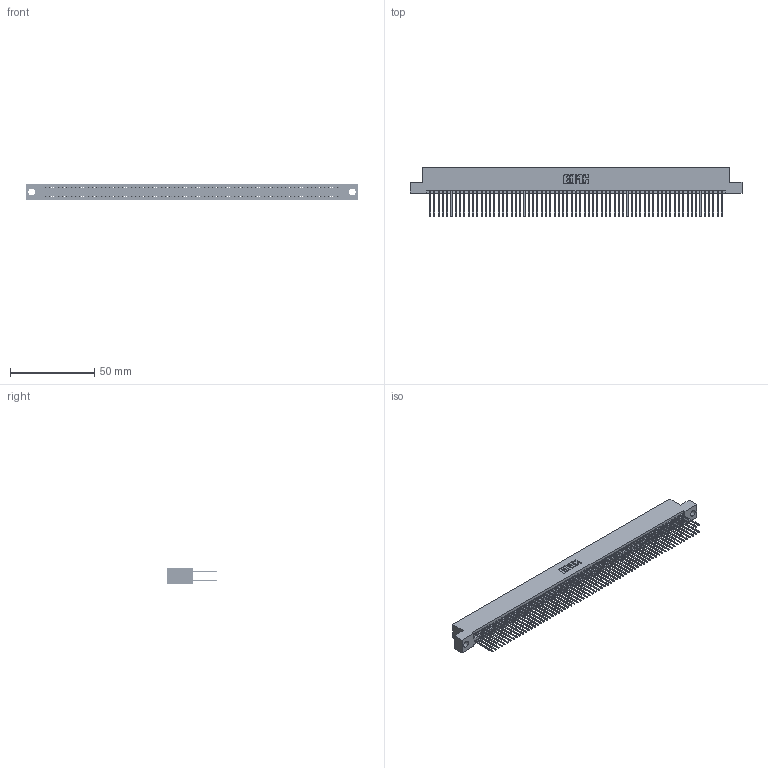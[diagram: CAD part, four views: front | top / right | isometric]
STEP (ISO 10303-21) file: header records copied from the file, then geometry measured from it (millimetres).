
FILE_DESCRIPTION (( 'STEP AP203' ), '1' );
FILE_NAME ('345-138-540-204.STEP', '2018-10-20T18:27:43', ( '' ), ( '' ), 'SwSTEP 2.0', 'SolidWorks 2016', '' );
FILE_SCHEMA (( 'CONFIG_CONTROL_DESIGN' ));
Length unit declared in the file: inch
Products named in the file (3): 345-138-540-204; 345-292-001_345-293-140; 345 Part_Flush Mounting Lugs - 0.156 Dia-TH
Assembly tree (139 placements, depth 2):
  345-138-540-204
    345 Part_Flush Mounting Lugs - 0.156 Dia-TH
    345-292-001_345-293-140  x138
Bounding box: 196.47 x 29.13 x 9.4 mm (x, y, z)
Volume: 19771.1 mm3; surface area: 31990.3 mm2
Topology: 139 solids, 139 shells, 7026 faces, 20903 edges, 13750 vertices
Faces by surface type: plane 4634, cylinder 2392
Entity records: 50525 total; most frequent: CARTESIAN_POINT 8444, ORIENTED_EDGE 8378, DIRECTION 7413, EDGE_CURVE 4189, VECTOR 3781, LINE 3781, VERTEX_POINT 2790, AXIS2_PLACEMENT_3D 1816
